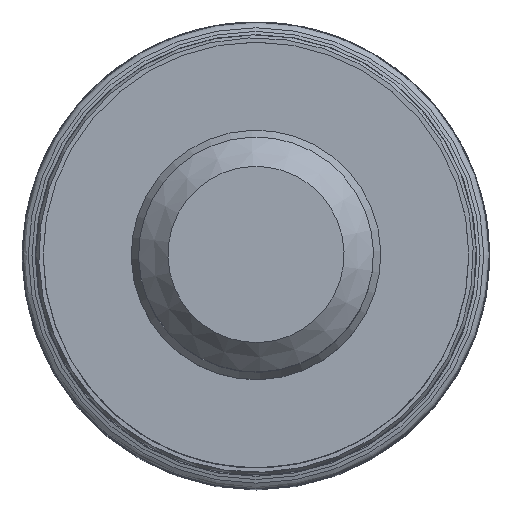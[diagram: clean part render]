
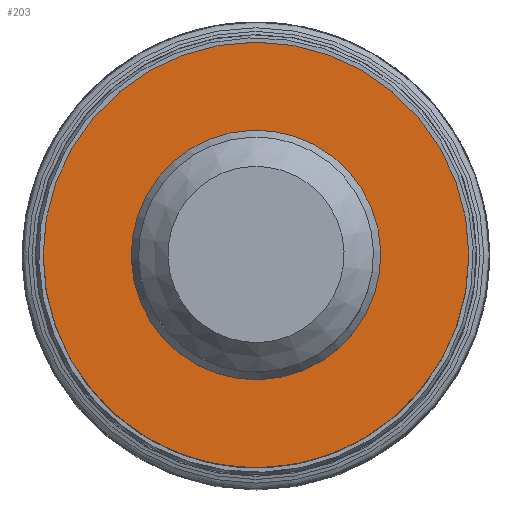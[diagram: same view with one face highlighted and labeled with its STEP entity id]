
A CAD part, top view. The second image highlights one B-rep face of the part: STEP entity #203.
In plain terms, the highlighted planar face has unit normal (0, 0, 1).
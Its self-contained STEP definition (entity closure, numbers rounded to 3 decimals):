
#143=PLANE('',#922);
#203=ADVANCED_FACE('',(#338,#339),#143,.T.);
#338=FACE_BOUND('',#421,.T.);
#339=FACE_BOUND('',#422,.T.);
#421=EDGE_LOOP('',(#529));
#422=EDGE_LOOP('',(#530));
#529=ORIENTED_EDGE('',*,*,#698,.F.);
#530=ORIENTED_EDGE('',*,*,#699,.F.);
#641=VERTEX_POINT('',#1626);
#642=VERTEX_POINT('',#1628);
#698=EDGE_CURVE('',#641,#641,#751,.T.);
#699=EDGE_CURVE('',#642,#642,#752,.T.);
#751=CIRCLE('',#920,8.373);
#752=CIRCLE('',#921,14.5);
#920=AXIS2_PLACEMENT_3D('',#1625,#1091,#1092);
#921=AXIS2_PLACEMENT_3D('',#1627,#1093,#1094);
#922=AXIS2_PLACEMENT_3D('',#1629,#1095,#1096);
#1091=DIRECTION('',(0.,0.,1.));
#1092=DIRECTION('',(-1.,0.,0.));
#1093=DIRECTION('',(0.,0.,-1.));
#1094=DIRECTION('',(-1.,0.,0.));
#1095=DIRECTION('',(0.,0.,1.));
#1096=DIRECTION('',(1.,0.,0.));
#1625=CARTESIAN_POINT('',(0.,0.,0.));
#1626=CARTESIAN_POINT('',(-8.373,0.,0.));
#1627=CARTESIAN_POINT('',(0.,0.,0.));
#1628=CARTESIAN_POINT('',(-14.5,0.,0.));
#1629=CARTESIAN_POINT('',(14.5,0.,0.));
